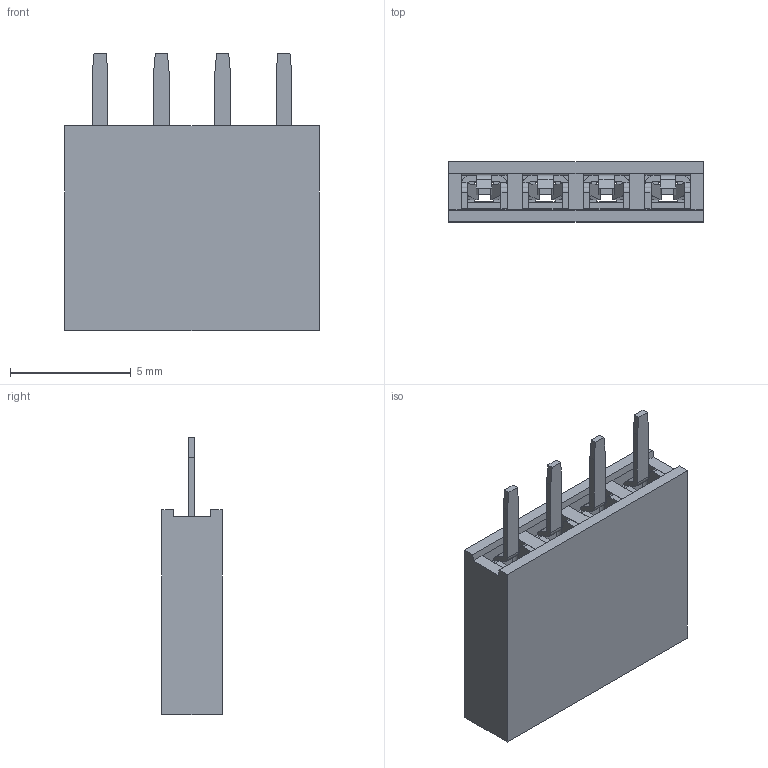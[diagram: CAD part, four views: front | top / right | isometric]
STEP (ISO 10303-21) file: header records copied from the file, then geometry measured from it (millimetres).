
FILE_DESCRIPTION((''),'2;1');
FILE_NAME('PSFY-04S-B-030_ASM','2023-11-20T',('gain.gao'),(''),'PRO/ENGINEER BY PARAMETRIC TECHNOLOGY CORPORATION, 2015440','PRO/ENGINEER BY PARAMETRIC TECHNOLOGY CORPORATION, 2015440','');
FILE_SCHEMA(('AUTOMOTIVE_DESIGN { 1 0 10303 214 1 1 1 1 }'));
Length unit declared in the file: millimetre
Products named in the file (8): E2540910-1D_4-27270; E2540910-1D_ASM; E2540910-1D_2_ASM; E2540910-1D_3_ASM; E2540910-1D_4-28440_ASM; PSFY-04-57560; PSFY-04-57890_ASM; PSFY-04S-B-030_ASM
Assembly tree (10 placements, depth 3):
  PSFY-04S-B-030_ASM
    E2540910-1D_ASM
      E2540910-1D_4-27270
    E2540910-1D_2_ASM
      E2540910-1D_4-27270
    E2540910-1D_3_ASM
      E2540910-1D_4-27270
    E2540910-1D_4-28440_ASM
      E2540910-1D_4-27270
    PSFY-04-57890_ASM
      PSFY-04-57560
Bounding box: 10.56 x 2.5 x 11.5 mm (x, y, z)
Volume: 161.2 mm3; surface area: 645.4 mm2
Topology: 5 solids, 5 shells, 418 faces, 1172 edges, 768 vertices
Faces by surface type: plane 306, cylinder 112
Entity records: 8773 total; most frequent: CARTESIAN_POINT 1130, ORIENTED_EDGE 970, DIRECTION 913, PRESENTATION_STYLE_ASSIGNMENT 668, STYLED_ITEM 668, CURVE_STYLE 485, EDGE_CURVE 485, VECTOR 409
